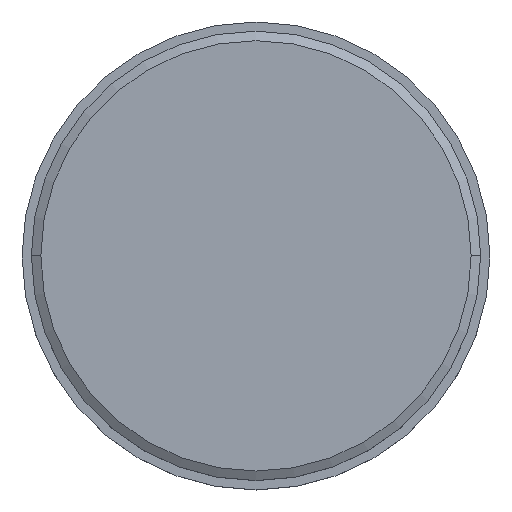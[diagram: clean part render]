
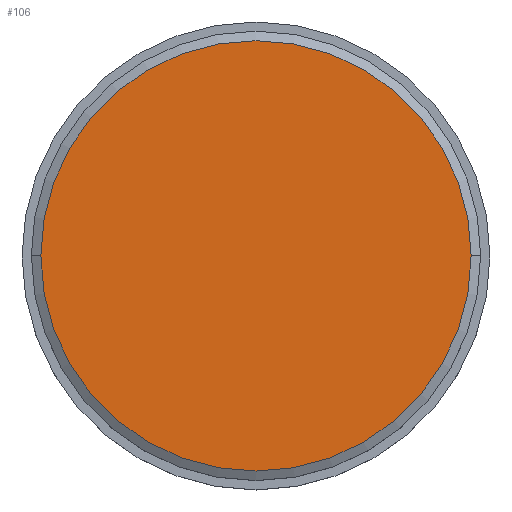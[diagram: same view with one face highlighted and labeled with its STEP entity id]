
A CAD part, top view. The second image highlights one B-rep face of the part: STEP entity #106.
In plain terms, the highlighted planar face has unit normal (0, 0, 1).
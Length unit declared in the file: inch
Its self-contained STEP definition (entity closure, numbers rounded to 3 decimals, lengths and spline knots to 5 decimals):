
#1=CARTESIAN_POINT('',(0.,0.,0.10827));
#2=DIRECTION('',(0.,0.,1.));
#3=DIRECTION('',(-1.,0.,0.));
#4=AXIS2_PLACEMENT_3D('',#1,#2,#3);
#6=CARTESIAN_POINT('',(0.,0.,0.10827));
#7=DIRECTION('',(0.,0.,1.));
#8=DIRECTION('',(1.,0.,0.));
#9=AXIS2_PLACEMENT_3D('',#6,#7,#8);
#87=CARTESIAN_POINT('',(-0.4525,0.,0.10827));
#88=CARTESIAN_POINT('',(0.4525,0.,0.10827));
#89=VERTEX_POINT('',#87);
#90=VERTEX_POINT('',#88);
#95=CARTESIAN_POINT('',(0.,0.,0.10827));
#96=DIRECTION('',(0.,0.,1.));
#97=DIRECTION('',(1.,0.,0.));
#98=AXIS2_PLACEMENT_3D('',#95,#96,#97);
#99=PLANE('',#98);
#101=ORIENTED_EDGE('',*,*,#100,.F.);
#103=ORIENTED_EDGE('',*,*,#102,.F.);
#104=EDGE_LOOP('',(#101,#103));
#105=FACE_OUTER_BOUND('',#104,.F.);
#106=ADVANCED_FACE('',(#105),#99,.T.);
#5=CIRCLE('',#4,0.4525);
#10=CIRCLE('',#9,0.4525);
#100=EDGE_CURVE('',#89,#90,#5,.T.);
#102=EDGE_CURVE('',#90,#89,#10,.T.);
